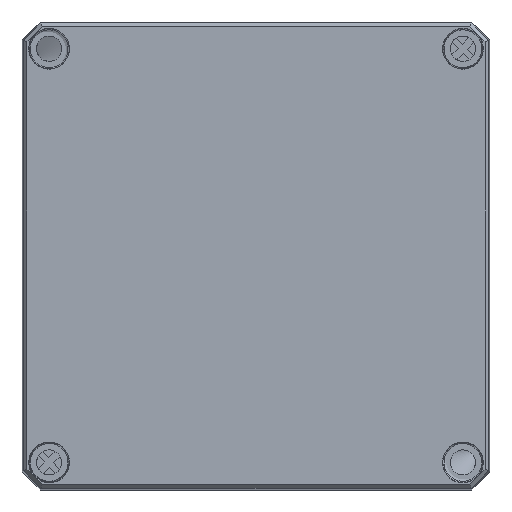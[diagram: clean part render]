
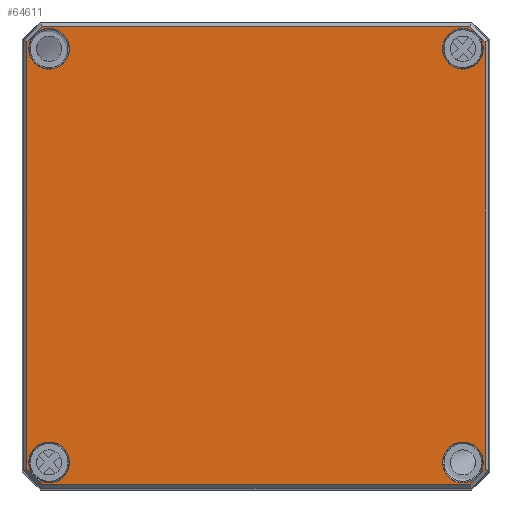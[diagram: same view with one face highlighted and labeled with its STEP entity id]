
A CAD part, top view. The second image highlights one B-rep face of the part: STEP entity #64611.
In plain terms, the highlighted planar face has unit normal (0, 0, 1).
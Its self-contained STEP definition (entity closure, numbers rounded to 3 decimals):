
#2232=CIRCLE('',#68363,5.672);
#2236=CIRCLE('',#68369,5.672);
#2237=CIRCLE('',#68370,5.672);
#2238=CIRCLE('',#68371,5.672);
#2239=CIRCLE('',#68372,5.672);
#2240=CIRCLE('',#68373,5.672);
#3215=FACE_BOUND('',#11803,.T.);
#3216=FACE_BOUND('',#11804,.T.);
#3217=FACE_BOUND('',#11805,.T.);
#3218=FACE_BOUND('',#11806,.T.);
#4471=PLANE('',#68368);
#7753=FACE_OUTER_BOUND('',#11802,.T.);
#11802=EDGE_LOOP('',(#57101,#57102,#57103,#57104,#57105,#57106,#57107,#57108));
#11803=EDGE_LOOP('',(#57109,#57110));
#11804=EDGE_LOOP('',(#57111,#57112));
#11805=EDGE_LOOP('',(#57113));
#11806=EDGE_LOOP('',(#57114));
#16848=LINE('',#115783,#21853);
#16849=LINE('',#115785,#21854);
#16850=LINE('',#115787,#21855);
#16851=LINE('',#115789,#21856);
#16852=LINE('',#115791,#21857);
#16853=LINE('',#115793,#21858);
#16854=LINE('',#115795,#21859);
#16855=LINE('',#115796,#21860);
#21853=VECTOR('',#79981,10.);
#21854=VECTOR('',#79982,10.);
#21855=VECTOR('',#79983,10.);
#21856=VECTOR('',#79984,10.);
#21857=VECTOR('',#79985,10.);
#21858=VECTOR('',#79986,10.);
#21859=VECTOR('',#79987,10.);
#21860=VECTOR('',#79988,10.);
#30517=VERTEX_POINT('',#115771);
#30520=VERTEX_POINT('',#115781);
#30521=VERTEX_POINT('',#115782);
#30522=VERTEX_POINT('',#115784);
#30523=VERTEX_POINT('',#115786);
#30524=VERTEX_POINT('',#115788);
#30525=VERTEX_POINT('',#115790);
#30526=VERTEX_POINT('',#115792);
#30527=VERTEX_POINT('',#115794);
#30528=VERTEX_POINT('',#115797);
#30529=VERTEX_POINT('',#115798);
#30530=VERTEX_POINT('',#115801);
#30531=VERTEX_POINT('',#115802);
#30532=VERTEX_POINT('',#115805);
#39467=EDGE_CURVE('',#30517,#30517,#2232,.T.);
#39472=EDGE_CURVE('',#30520,#30521,#16848,.T.);
#39473=EDGE_CURVE('',#30522,#30520,#16849,.T.);
#39474=EDGE_CURVE('',#30523,#30522,#16850,.T.);
#39475=EDGE_CURVE('',#30524,#30523,#16851,.T.);
#39476=EDGE_CURVE('',#30525,#30524,#16852,.T.);
#39477=EDGE_CURVE('',#30526,#30525,#16853,.T.);
#39478=EDGE_CURVE('',#30527,#30526,#16854,.T.);
#39479=EDGE_CURVE('',#30521,#30527,#16855,.T.);
#39480=EDGE_CURVE('',#30528,#30529,#2236,.T.);
#39481=EDGE_CURVE('',#30529,#30528,#2237,.T.);
#39482=EDGE_CURVE('',#30530,#30531,#2238,.T.);
#39483=EDGE_CURVE('',#30531,#30530,#2239,.T.);
#39484=EDGE_CURVE('',#30532,#30532,#2240,.T.);
#57101=ORIENTED_EDGE('',*,*,#39472,.F.);
#57102=ORIENTED_EDGE('',*,*,#39473,.F.);
#57103=ORIENTED_EDGE('',*,*,#39474,.F.);
#57104=ORIENTED_EDGE('',*,*,#39475,.F.);
#57105=ORIENTED_EDGE('',*,*,#39476,.F.);
#57106=ORIENTED_EDGE('',*,*,#39477,.F.);
#57107=ORIENTED_EDGE('',*,*,#39478,.F.);
#57108=ORIENTED_EDGE('',*,*,#39479,.F.);
#57109=ORIENTED_EDGE('',*,*,#39480,.F.);
#57110=ORIENTED_EDGE('',*,*,#39481,.F.);
#57111=ORIENTED_EDGE('',*,*,#39482,.F.);
#57112=ORIENTED_EDGE('',*,*,#39483,.F.);
#57113=ORIENTED_EDGE('',*,*,#39484,.F.);
#57114=ORIENTED_EDGE('',*,*,#39467,.F.);
#64611=ADVANCED_FACE('',(#7753,#3215,#3216,#3217,#3218),#4471,.T.);
#68363=AXIS2_PLACEMENT_3D('',#115772,#79968,#79969);
#68368=AXIS2_PLACEMENT_3D('',#115780,#79979,#79980);
#68369=AXIS2_PLACEMENT_3D('',#115799,#79989,#79990);
#68370=AXIS2_PLACEMENT_3D('',#115800,#79991,#79992);
#68371=AXIS2_PLACEMENT_3D('',#115803,#79993,#79994);
#68372=AXIS2_PLACEMENT_3D('',#115804,#79995,#79996);
#68373=AXIS2_PLACEMENT_3D('',#115806,#79997,#79998);
#79968=DIRECTION('center_axis',(0.,0.,1.));
#79969=DIRECTION('ref_axis',(-1.,0.,0.));
#79979=DIRECTION('center_axis',(0.,0.,1.));
#79980=DIRECTION('ref_axis',(1.,0.,0.));
#79981=DIRECTION('',(0.707,-0.707,0.));
#79982=DIRECTION('',(1.,0.,0.));
#79983=DIRECTION('',(0.707,0.707,0.));
#79984=DIRECTION('',(0.,1.,0.));
#79985=DIRECTION('',(-0.707,0.707,0.));
#79986=DIRECTION('',(-1.,0.,0.));
#79987=DIRECTION('',(-0.707,-0.707,0.));
#79988=DIRECTION('',(0.,-1.,0.));
#79989=DIRECTION('center_axis',(0.,0.,1.));
#79990=DIRECTION('ref_axis',(1.,0.,0.));
#79991=DIRECTION('center_axis',(0.,0.,1.));
#79992=DIRECTION('ref_axis',(1.,0.,0.));
#79993=DIRECTION('center_axis',(0.,0.,1.));
#79994=DIRECTION('ref_axis',(1.,0.,0.));
#79995=DIRECTION('center_axis',(0.,0.,1.));
#79996=DIRECTION('ref_axis',(1.,0.,0.));
#79997=DIRECTION('center_axis',(0.,0.,1.));
#79998=DIRECTION('ref_axis',(-1.,0.,0.));
#115771=CARTESIAN_POINT('',(-51.828,57.5,39.));
#115772=CARTESIAN_POINT('Origin',(-57.5,57.5,39.));
#115780=CARTESIAN_POINT('Origin',(0.,0.,
39.));
#115781=CARTESIAN_POINT('',(59.445,63.66,39.));
#115782=CARTESIAN_POINT('',(63.66,59.445,39.));
#115783=CARTESIAN_POINT('',(60.302,62.802,39.));
#115784=CARTESIAN_POINT('',(-59.445,63.66,39.));
#115785=CARTESIAN_POINT('',(-30.,63.66,39.));
#115786=CARTESIAN_POINT('',(-63.66,59.445,39.));
#115787=CARTESIAN_POINT('',(-62.802,60.302,39.));
#115788=CARTESIAN_POINT('',(-63.66,-59.445,39.));
#115789=CARTESIAN_POINT('',(-63.66,-30.,39.));
#115790=CARTESIAN_POINT('',(-59.445,-63.66,39.));
#115791=CARTESIAN_POINT('',(-60.302,-62.802,39.));
#115792=CARTESIAN_POINT('',(59.445,-63.66,39.));
#115793=CARTESIAN_POINT('',(30.,-63.66,39.));
#115794=CARTESIAN_POINT('',(63.66,-59.445,39.));
#115795=CARTESIAN_POINT('',(62.802,-60.302,39.));
#115796=CARTESIAN_POINT('',(63.66,30.,39.));
#115797=CARTESIAN_POINT('',(51.828,57.5,39.));
#115798=CARTESIAN_POINT('',(63.172,57.5,39.));
#115799=CARTESIAN_POINT('Origin',(57.5,57.5,39.));
#115800=CARTESIAN_POINT('Origin',(57.5,57.5,39.));
#115801=CARTESIAN_POINT('',(51.828,-57.5,39.));
#115802=CARTESIAN_POINT('',(63.172,-57.5,39.));
#115803=CARTESIAN_POINT('Origin',(57.5,-57.5,39.));
#115804=CARTESIAN_POINT('Origin',(57.5,-57.5,39.));
#115805=CARTESIAN_POINT('',(-51.828,-57.5,39.));
#115806=CARTESIAN_POINT('Origin',(-57.5,-57.5,39.));
